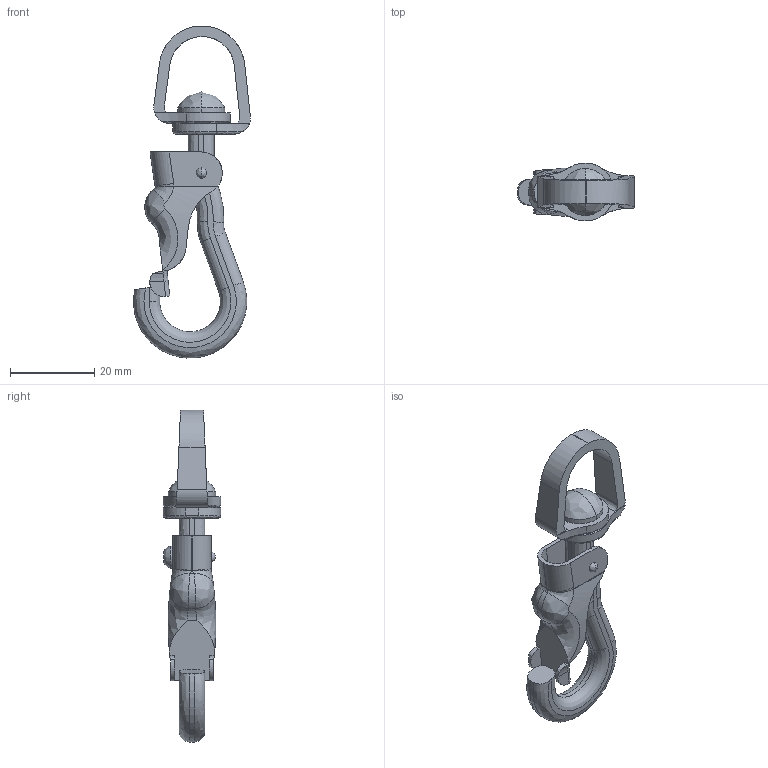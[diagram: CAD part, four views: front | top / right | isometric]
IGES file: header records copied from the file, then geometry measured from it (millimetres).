
Start section: ------------------------------------------------------------------------
Global section: file name: PC3955.6736.TM_179_2_18126.igs; native system: spGate; preprocessor: ver20.6.3 (****-****-****-****); author: Unknown; organization: Unknown; date: 260406.092607; units: millimetre
Bounding box: 27.8 x 13.79 x 78.97 mm (x, y, z)
Volume: 5409.2 mm3; surface area: 5515.8 mm2
Topology: 3 solids, 3 shells, 162 faces, 433 edges, 270 vertices
Faces by surface type: bspline 162
